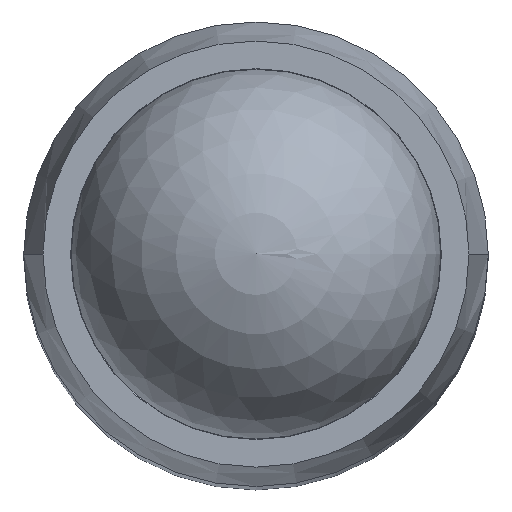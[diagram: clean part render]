
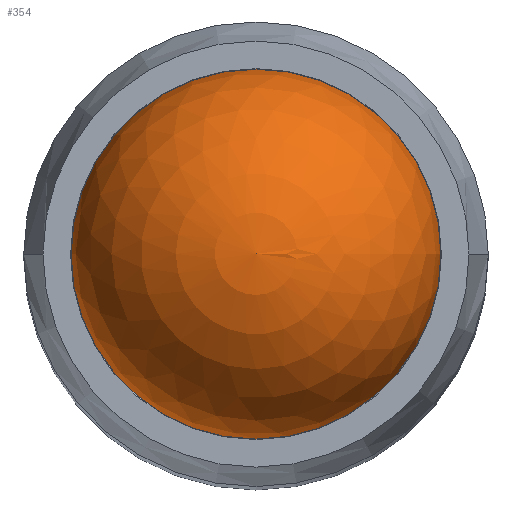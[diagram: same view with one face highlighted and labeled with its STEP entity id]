
A CAD part, top view. The second image highlights one B-rep face of the part: STEP entity #354.
In plain terms, the highlighted spherical face has radius 2.381 mm.
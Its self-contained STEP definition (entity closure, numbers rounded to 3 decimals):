
#104 = EDGE_CURVE ( 'NONE', #702, #116, #114, .T. ) ;
#114 = CIRCLE ( 'NONE', #325, 2.381 ) ;
#116 = VERTEX_POINT ( 'NONE', #201 ) ;
#133 = DIRECTION ( 'NONE',  ( 1., 0., 0. ) ) ;
#153 = CARTESIAN_POINT ( 'NONE',  ( -2.381, 0., 13.644 ) ) ;
#157 = EDGE_CURVE ( 'NONE', #116, #702, #441, .T. ) ;
#201 = CARTESIAN_POINT ( 'NONE',  ( 2.381, 0., 13.644 ) ) ;
#202 = CARTESIAN_POINT ( 'NONE',  ( 0., 0., 13.644 ) ) ;
#219 = ORIENTED_EDGE ( 'NONE', *, *, #104, .F. ) ;
#281 = DIRECTION ( 'NONE',  ( 1., 0., 0. ) ) ;
#283 = EDGE_LOOP ( 'NONE', ( #302, #219 ) ) ;
#302 = ORIENTED_EDGE ( 'NONE', *, *, #157, .F. ) ;
#325 = AXIS2_PLACEMENT_3D ( 'NONE', #202, #659, #133 ) ;
#328 = CARTESIAN_POINT ( 'NONE',  ( 0., 0., 13.644 ) ) ;
#354 = ADVANCED_FACE ( 'NONE', ( #640 ), #567, .T. ) ;
#367 = DIRECTION ( 'NONE',  ( 1., 0., 0. ) ) ;
#441 = CIRCLE ( 'NONE', #680, 2.381 ) ;
#518 = DIRECTION ( 'NONE',  ( 0., 0., -1. ) ) ;
#567 = SPHERICAL_SURFACE ( 'NONE', #694, 2.381 ) ;
#579 = CARTESIAN_POINT ( 'NONE',  ( 0., 0., 13.644 ) ) ;
#640 = FACE_OUTER_BOUND ( 'NONE', #283, .T. ) ;
#650 = DIRECTION ( 'NONE',  ( 0., 0., -1. ) ) ;
#659 = DIRECTION ( 'NONE',  ( 0., 0., -1. ) ) ;
#680 = AXIS2_PLACEMENT_3D ( 'NONE', #328, #518, #281 ) ;
#694 = AXIS2_PLACEMENT_3D ( 'NONE', #579, #650, #367 ) ;
#702 = VERTEX_POINT ( 'NONE', #153 ) ;
